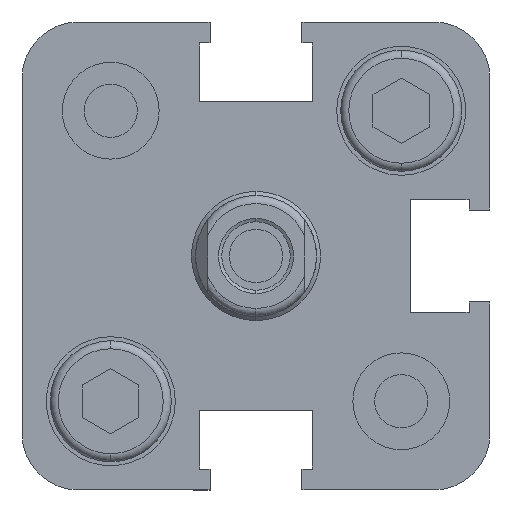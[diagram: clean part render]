
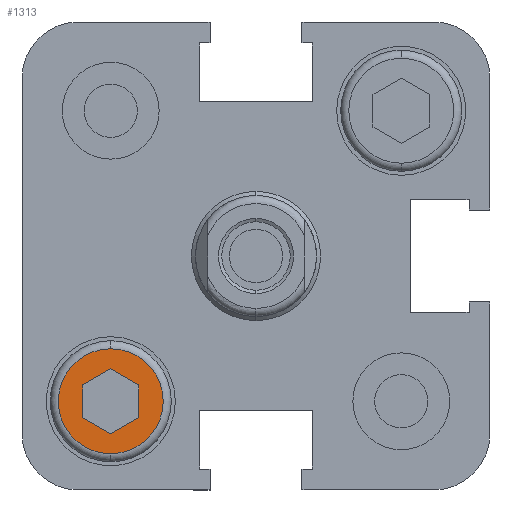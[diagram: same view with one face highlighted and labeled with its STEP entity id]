
A CAD part, left-side view. The second image highlights one B-rep face of the part: STEP entity #1313.
In plain terms, the highlighted planar face has unit normal (-1, 0, 0).
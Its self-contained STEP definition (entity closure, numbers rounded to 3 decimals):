
#1 = VERTEX_POINT ( 'NONE', #55 ) ;
#55 = CARTESIAN_POINT ( 'NONE',  ( 0.5, 9., -11.021 ) ) ;
#56 = VERTEX_POINT ( 'NONE', #2782 ) ;
#57 = VERTEX_POINT ( 'NONE', #2490 ) ;
#62 = VERTEX_POINT ( 'NONE', #2706 ) ;
#83 = VERTEX_POINT ( 'NONE', #2701 ) ;
#84 = VERTEX_POINT ( 'NONE', #2971 ) ;
#533 = CIRCLE ( 'NONE', #2279, 3.25 ) ;
#621 = VERTEX_POINT ( 'NONE', #2429 ) ;
#777 = CARTESIAN_POINT ( 'NONE',  ( 0.5, 9., -12.25 ) ) ;
#1103 = ORIENTED_EDGE ( 'NONE', *, *, #1898, .T. ) ;
#1104 = ORIENTED_EDGE ( 'NONE', *, *, #1599, .F. ) ;
#1114 = ORIENTED_EDGE ( 'NONE', *, *, #1600, .F. ) ;
#1124 = ORIENTED_EDGE ( 'NONE', *, *, #1601, .F. ) ;
#1128 = ORIENTED_EDGE ( 'NONE', *, *, #1597, .F. ) ;
#1129 = ORIENTED_EDGE ( 'NONE', *, *, #1598, .F. ) ;
#1139 = ORIENTED_EDGE ( 'NONE', *, *, #1608, .T. ) ;
#1143 = ORIENTED_EDGE ( 'NONE', *, *, #1602, .F. ) ;
#1313 = ADVANCED_FACE ( 'NONE', ( #3706, #3683 ), #2949, .T. ) ;
#1597 = EDGE_CURVE ( 'NONE', #62, #1, #4125, .T. ) ;
#1598 = EDGE_CURVE ( 'NONE', #1, #83, #4130, .T. ) ;
#1599 = EDGE_CURVE ( 'NONE', #84, #56, #4132, .T. ) ;
#1600 = EDGE_CURVE ( 'NONE', #56, #57, #4134, .T. ) ;
#1601 = EDGE_CURVE ( 'NONE', #57, #62, #4136, .T. ) ;
#1602 = EDGE_CURVE ( 'NONE', #83, #84, #4138, .T. ) ;
#1608 = EDGE_CURVE ( 'NONE', #3205, #621, #4152, .T. ) ;
#1898 = EDGE_CURVE ( 'NONE', #621, #3205, #533, .T. ) ;
#2012 = AXIS2_PLACEMENT_3D ( 'NONE', #2871, #2953, #2960 ) ;
#2187 = AXIS2_PLACEMENT_3D ( 'NONE', #4775, #4797, #4798 ) ;
#2279 = AXIS2_PLACEMENT_3D ( 'NONE', #5490, #5496, #5497 ) ;
#2429 = CARTESIAN_POINT ( 'NONE',  ( 0.5, 9., -5.75 ) ) ;
#2490 = CARTESIAN_POINT ( 'NONE',  ( 0.5, 10.75, -7.99 ) ) ;
#2701 = CARTESIAN_POINT ( 'NONE',  ( 0.5, 7.25, -10.01 ) ) ;
#2706 = CARTESIAN_POINT ( 'NONE',  ( 0.5, 10.75, -10.01 ) ) ;
#2782 = CARTESIAN_POINT ( 'NONE',  ( 0.5, 9., -6.979 ) ) ;
#2871 = CARTESIAN_POINT ( 'NONE',  ( 0.5, 9., -9. ) ) ;
#2949 = PLANE ( 'NONE',  #2012 ) ;
#2953 = DIRECTION ( 'NONE',  ( -1., 0., 0. ) ) ;
#2960 = DIRECTION ( 'NONE',  ( 0., 0., 1. ) ) ;
#2971 = CARTESIAN_POINT ( 'NONE',  ( 0.5, 7.25, -7.99 ) ) ;
#3205 = VERTEX_POINT ( 'NONE', #777 ) ;
#3683 = FACE_BOUND ( 'NONE', #5794, .T. ) ;
#3706 = FACE_OUTER_BOUND ( 'NONE', #5866, .T. ) ;
#4125 = LINE ( 'NONE', #4772, #4128 ) ;
#4128 = VECTOR ( 'NONE', #4776, 1000. ) ;
#4130 = LINE ( 'NONE', #4777, #4131 ) ;
#4131 = VECTOR ( 'NONE', #4778, 1000. ) ;
#4132 = LINE ( 'NONE', #4779, #4133 ) ;
#4133 = VECTOR ( 'NONE', #4780, 1000. ) ;
#4134 = LINE ( 'NONE', #4781, #4135 ) ;
#4135 = VECTOR ( 'NONE', #4782, 1000. ) ;
#4136 = LINE ( 'NONE', #4783, #4137 ) ;
#4137 = VECTOR ( 'NONE', #4784, 1000. ) ;
#4138 = LINE ( 'NONE', #4785, #4139 ) ;
#4139 = VECTOR ( 'NONE', #4786, 1000. ) ;
#4152 = CIRCLE ( 'NONE', #2187, 3.25 ) ;
#4772 = CARTESIAN_POINT ( 'NONE',  ( 0.5, 10.75, -10.01 ) ) ;
#4775 = CARTESIAN_POINT ( 'NONE',  ( 0.5, 9., -9. ) ) ;
#4776 = DIRECTION ( 'NONE',  ( 0., -0.866, -0.5 ) ) ;
#4777 = CARTESIAN_POINT ( 'NONE',  ( 0.5, 9., -11.021 ) ) ;
#4778 = DIRECTION ( 'NONE',  ( 0., -0.866, 0.5 ) ) ;
#4779 = CARTESIAN_POINT ( 'NONE',  ( 0.5, 7.25, -7.99 ) ) ;
#4780 = DIRECTION ( 'NONE',  ( 0., 0.866, 0.5 ) ) ;
#4781 = CARTESIAN_POINT ( 'NONE',  ( 0.5, 9., -6.979 ) ) ;
#4782 = DIRECTION ( 'NONE',  ( 0., 0.866, -0.5 ) ) ;
#4783 = CARTESIAN_POINT ( 'NONE',  ( 0.5, 10.75, -7.99 ) ) ;
#4784 = DIRECTION ( 'NONE',  ( 0., 0., -1. ) ) ;
#4785 = CARTESIAN_POINT ( 'NONE',  ( 0.5, 7.25, -10.01 ) ) ;
#4786 = DIRECTION ( 'NONE',  ( 0., 0., 1. ) ) ;
#4797 = DIRECTION ( 'NONE',  ( -1., 0., 0. ) ) ;
#4798 = DIRECTION ( 'NONE',  ( 0., 0., 1. ) ) ;
#5490 = CARTESIAN_POINT ( 'NONE',  ( 0.5, 9., -9. ) ) ;
#5496 = DIRECTION ( 'NONE',  ( -1., 0., 0. ) ) ;
#5497 = DIRECTION ( 'NONE',  ( 0., 0., 1. ) ) ;
#5794 = EDGE_LOOP ( 'NONE', ( #1124, #1114, #1104, #1143, #1129, #1128 ) ) ;
#5866 = EDGE_LOOP ( 'NONE', ( #1103, #1139 ) ) ;
